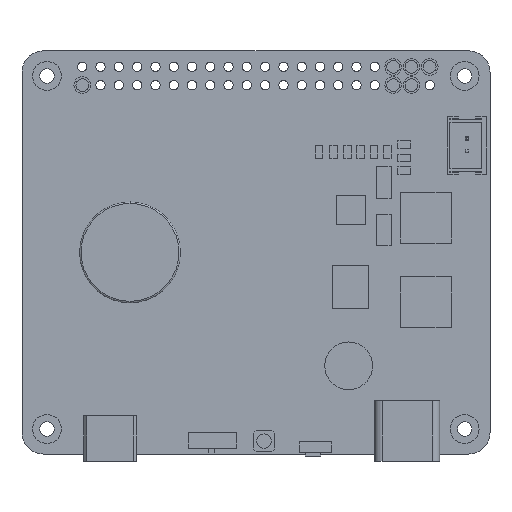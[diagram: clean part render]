
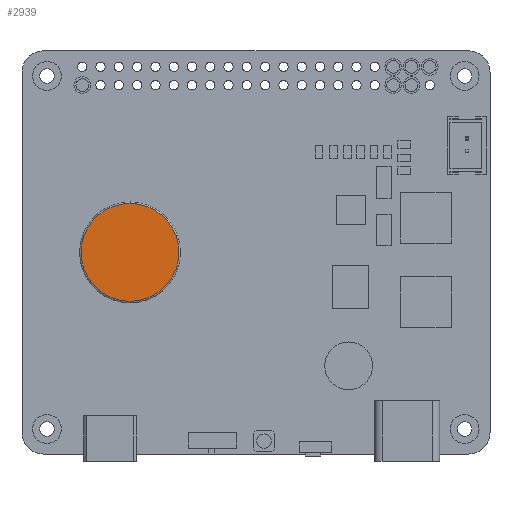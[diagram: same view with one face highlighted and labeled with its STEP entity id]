
A CAD part, front view. The second image highlights one B-rep face of the part: STEP entity #2939.
In plain terms, the highlighted planar face has unit normal (0, -1, 0).
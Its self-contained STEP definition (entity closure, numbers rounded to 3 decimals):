
#1113 = AXIS2_PLACEMENT_3D ( 'NONE', #3486, #9433, #2752 ) ;
#1356 = DIRECTION ( 'NONE',  ( 0., -1., 0. ) ) ;
#1414 = DIRECTION ( 'NONE',  ( 0., 0., -1. ) ) ;
#1469 = CARTESIAN_POINT ( 'NONE',  ( -17.5, -2., 0. ) ) ;
#2311 = EDGE_LOOP ( 'NONE', ( #9846, #4052 ) ) ;
#2752 = DIRECTION ( 'NONE',  ( 0., 0., -1. ) ) ;
#2882 = EDGE_CURVE ( 'NONE', #4857, #10372, #3024, .T. ) ;
#2909 = DIRECTION ( 'NONE',  ( 0., 0., -1. ) ) ;
#2939 = ADVANCED_FACE ( 'NONE', ( #6457 ), #4851, .T. ) ;
#3024 = CIRCLE ( 'NONE', #4622, 6.8 ) ;
#3486 = CARTESIAN_POINT ( 'NONE',  ( -17.5, -2., 0. ) ) ;
#3549 = AXIS2_PLACEMENT_3D ( 'NONE', #1469, #1356, #1414 ) ;
#3813 = CARTESIAN_POINT ( 'NONE',  ( -17.5, -2., 0. ) ) ;
#4052 = ORIENTED_EDGE ( 'NONE', *, *, #10794, .T. ) ;
#4622 = AXIS2_PLACEMENT_3D ( 'NONE', #3813, #7076, #2909 ) ;
#4851 = PLANE ( 'NONE',  #3549 ) ;
#4857 = VERTEX_POINT ( 'NONE', #9227 ) ;
#6056 = CIRCLE ( 'NONE', #1113, 6.8 ) ;
#6457 = FACE_OUTER_BOUND ( 'NONE', #2311, .T. ) ;
#7076 = DIRECTION ( 'NONE',  ( 0., -1., 0. ) ) ;
#9227 = CARTESIAN_POINT ( 'NONE',  ( -17.5, -2., -6.8 ) ) ;
#9433 = DIRECTION ( 'NONE',  ( 0., -1., 0. ) ) ;
#9846 = ORIENTED_EDGE ( 'NONE', *, *, #2882, .T. ) ;
#10333 = CARTESIAN_POINT ( 'NONE',  ( -17.5, -2., 6.8 ) ) ;
#10372 = VERTEX_POINT ( 'NONE', #10333 ) ;
#10794 = EDGE_CURVE ( 'NONE', #10372, #4857, #6056, .T. ) ;
